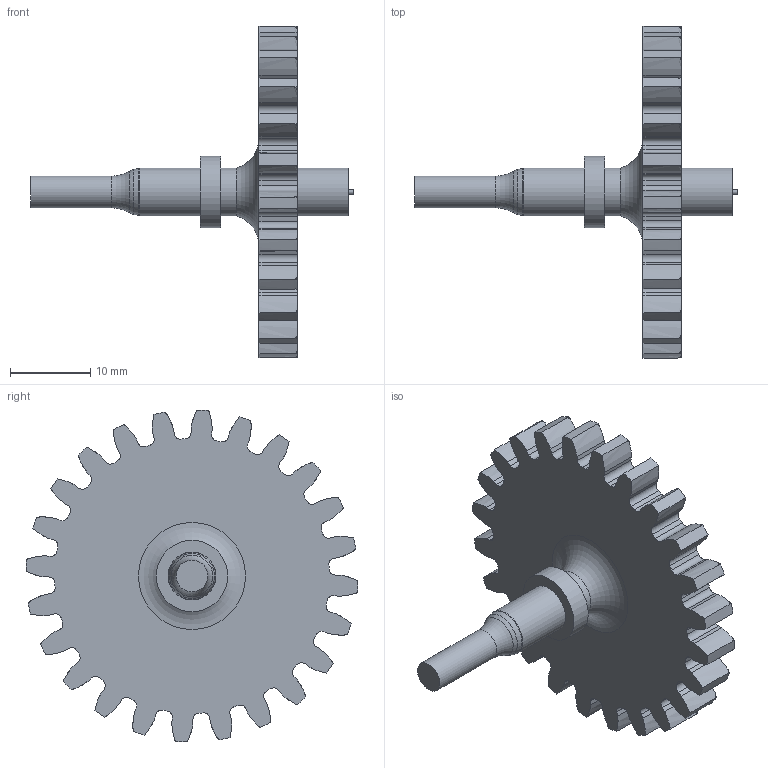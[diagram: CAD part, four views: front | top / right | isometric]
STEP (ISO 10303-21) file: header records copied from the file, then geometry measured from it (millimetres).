
FILE_DESCRIPTION(/* description */ (''),/* implementation_level */ '2;1');
FILE_NAME(/* name */ 'v6.2.0_Gear_2.0 v2.step',/* time_stamp */ '2019-06-10T09:18:33-07:00',/* author */ (''),/* organization */ (''),/* preprocessor_version */ 'ST-DEVELOPER v18',/* originating_system */ 'Autodesk Translation Framework v8.2.0.1029',/* authorisation */ '');
FILE_SCHEMA (('AUTOMOTIVE_DESIGN { 1 0 10303 214 3 1 1 }'));
Length unit declared in the file: millimetre
Products named in the file (2): v6.2.0_Gear_2.0; 6867K45 (1)
Assembly tree (1 placements, depth 2):
  v6.2.0_Gear_2.0
    6867K45 (1)
Bounding box: 40.2 x 41.38 x 41.38 mm (x, y, z)
Volume: 6300.5 mm3; surface area: 4056.3 mm2
Topology: 1 solids, 1 shells, 258 faces, 754 edges, 503 vertices
Faces by surface type: cylinder 102, bspline 98, plane 55, torus 3
Full cylindrical faces by diameter (mm): 0.635 x1, 3.937 x1, 5.969 x3, 8.89 x1
Entity records: 10603 total; most frequent: CARTESIAN_POINT 4162, ORIENTED_EDGE 1508, DIRECTION 1108, EDGE_CURVE 754, VERTEX_POINT 503, AXIS2_PLACEMENT_3D 383, LINE 342, VECTOR 342
